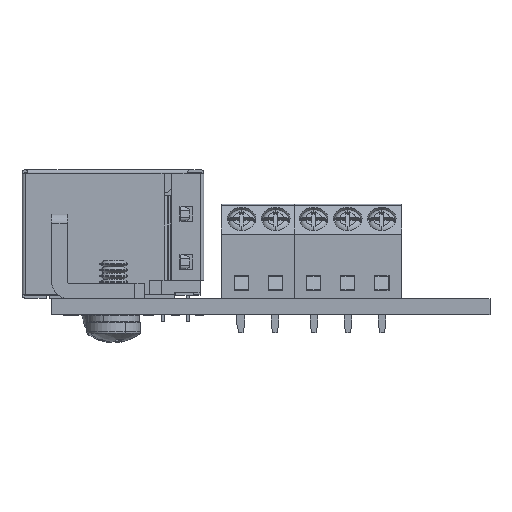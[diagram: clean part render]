
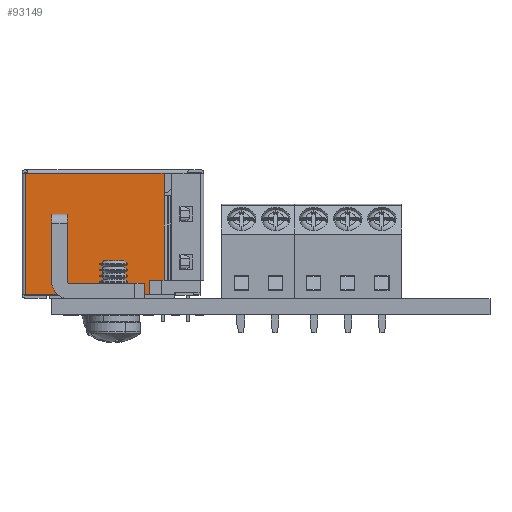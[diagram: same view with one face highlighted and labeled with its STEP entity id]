
A CAD part, top view. The second image highlights one B-rep face of the part: STEP entity #93149.
In plain terms, the highlighted face is planar.
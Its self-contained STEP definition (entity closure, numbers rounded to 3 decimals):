
#22 = CIRCLE ( 'NONE', #17202, 0.25 ) ;
#657 = VERTEX_POINT ( 'NONE', #44449 ) ;
#5731 = ORIENTED_EDGE ( 'NONE', *, *, #34282, .T. ) ;
#5758 = CARTESIAN_POINT ( 'NONE',  ( -7.9, 0., -12.6 ) ) ;
#7524 = EDGE_CURVE ( 'NONE', #24951, #9660, #42276, .T. ) ;
#7819 = CARTESIAN_POINT ( 'NONE',  ( -7.9, -11.212, -16.45 ) ) ;
#9660 = VERTEX_POINT ( 'NONE', #47308 ) ;
#9769 = ORIENTED_EDGE ( 'NONE', *, *, #30259, .T. ) ;
#10150 = AXIS2_PLACEMENT_3D ( 'NONE', #87051, #28141, #14311 ) ;
#12243 = EDGE_CURVE ( 'NONE', #63680, #93864, #86195, .T. ) ;
#12371 = VERTEX_POINT ( 'NONE', #94998 ) ;
#12567 = FACE_OUTER_BOUND ( 'NONE', #41020, .T. ) ;
#12717 = ORIENTED_EDGE ( 'NONE', *, *, #12243, .T. ) ;
#12721 = LINE ( 'NONE', #51598, #71097 ) ;
#12868 = CARTESIAN_POINT ( 'NONE',  ( -7.9, -17.23, -0.1 ) ) ;
#14311 = DIRECTION ( 'NONE',  ( 0., 1., 0. ) ) ;
#14581 = DIRECTION ( 'NONE',  ( 0., -1., 0. ) ) ;
#16746 = DIRECTION ( 'NONE',  ( 0., 1., 0. ) ) ;
#17202 = AXIS2_PLACEMENT_3D ( 'NONE', #76223, #24746, #16746 ) ;
#18070 = ORIENTED_EDGE ( 'NONE', *, *, #70698, .T. ) ;
#19932 = VERTEX_POINT ( 'NONE', #45058 ) ;
#20069 = LINE ( 'NONE', #27023, #68140 ) ;
#20360 = LINE ( 'NONE', #12868, #75298 ) ;
#21144 = EDGE_CURVE ( 'NONE', #12371, #65198, #33937, .T. ) ;
#21551 = VERTEX_POINT ( 'NONE', #91099 ) ;
#21676 = CARTESIAN_POINT ( 'NONE',  ( -7.9, -17.23, -12.6 ) ) ;
#21829 = ORIENTED_EDGE ( 'NONE', *, *, #81614, .T. ) ;
#23239 = DIRECTION ( 'NONE',  ( 0., -1., 0. ) ) ;
#23582 = VECTOR ( 'NONE', #23239, 1000. ) ;
#23791 = VECTOR ( 'NONE', #30440, 1000. ) ;
#24746 = DIRECTION ( 'NONE',  ( 1., 0., 0. ) ) ;
#24951 = VERTEX_POINT ( 'NONE', #59630 ) ;
#27023 = CARTESIAN_POINT ( 'NONE',  ( -7.9, -14.23, -2.95 ) ) ;
#28141 = DIRECTION ( 'NONE',  ( 1., 0., 0. ) ) ;
#28428 = PLANE ( 'NONE',  #65975 ) ;
#29732 = VECTOR ( 'NONE', #63986, 1000. ) ;
#30259 = EDGE_CURVE ( 'NONE', #70184, #79280, #76235, .T. ) ;
#30392 = ORIENTED_EDGE ( 'NONE', *, *, #38163, .T. ) ;
#30440 = DIRECTION ( 'NONE',  ( 0., 0., 1. ) ) ;
#31220 = CARTESIAN_POINT ( 'NONE',  ( -7.9, -14.23, -0.1 ) ) ;
#32347 = VECTOR ( 'NONE', #42183, 1000. ) ;
#33937 = LINE ( 'NONE', #66425, #60244 ) ;
#34282 = EDGE_CURVE ( 'NONE', #24951, #75956, #80132, .T. ) ;
#36179 = VECTOR ( 'NONE', #89488, 1000. ) ;
#36457 = CARTESIAN_POINT ( 'NONE',  ( -7.9, -11.212, -16.45 ) ) ;
#37291 = DIRECTION ( 'NONE',  ( 0., -1., 0. ) ) ;
#38163 = EDGE_CURVE ( 'NONE', #19932, #55324, #20069, .T. ) ;
#38453 = LINE ( 'NONE', #7819, #36179 ) ;
#41020 = EDGE_LOOP ( 'NONE', ( #54054, #9769, #85241, #30392, #52371, #41403, #5731, #42678, #18070, #86577, #12717, #21829, #85044, #46166, #44829 ) ) ;
#41403 = ORIENTED_EDGE ( 'NONE', *, *, #7524, .F. ) ;
#42162 = CARTESIAN_POINT ( 'NONE',  ( -7.9, -17.23, -2.95 ) ) ;
#42183 = DIRECTION ( 'NONE',  ( 0., -1., 0. ) ) ;
#42276 = LINE ( 'NONE', #5758, #29732 ) ;
#42678 = ORIENTED_EDGE ( 'NONE', *, *, #81810, .T. ) ;
#43099 = CARTESIAN_POINT ( 'NONE',  ( -7.9, -12.75, -2.95 ) ) ;
#43718 = DIRECTION ( 'NONE',  ( 0., 0., 1. ) ) ;
#43886 = VECTOR ( 'NONE', #46701, 1000. ) ;
#43900 = VERTEX_POINT ( 'NONE', #45395 ) ;
#44449 = CARTESIAN_POINT ( 'NONE',  ( -7.9, -10.18, -12.85 ) ) ;
#44829 = ORIENTED_EDGE ( 'NONE', *, *, #21144, .T. ) ;
#45058 = CARTESIAN_POINT ( 'NONE',  ( -7.9, -14.23, -2.45 ) ) ;
#45395 = CARTESIAN_POINT ( 'NONE',  ( -7.9, -10.18, -15.45 ) ) ;
#45700 = CARTESIAN_POINT ( 'NONE',  ( -7.9, -14.23, -2.95 ) ) ;
#46132 = LINE ( 'NONE', #47315, #43886 ) ;
#46166 = ORIENTED_EDGE ( 'NONE', *, *, #76417, .T. ) ;
#46701 = DIRECTION ( 'NONE',  ( 0., 0., -1. ) ) ;
#47308 = CARTESIAN_POINT ( 'NONE',  ( -7.9, 0., -0.1 ) ) ;
#47315 = CARTESIAN_POINT ( 'NONE',  ( -7.9, -10.18, -2.95 ) ) ;
#47323 = VECTOR ( 'NONE', #47515, 1000. ) ;
#47515 = DIRECTION ( 'NONE',  ( 0., -0.259, -0.966 ) ) ;
#48525 = CARTESIAN_POINT ( 'NONE',  ( -7.9, -17.23, -16.45 ) ) ;
#50373 = DIRECTION ( 'NONE',  ( -1., 0., 0. ) ) ;
#50839 = VERTEX_POINT ( 'NONE', #52837 ) ;
#51449 = EDGE_CURVE ( 'NONE', #79280, #19932, #52206, .T. ) ;
#51598 = CARTESIAN_POINT ( 'NONE',  ( -7.9, -11.48, -2.95 ) ) ;
#52206 = LINE ( 'NONE', #45700, #23791 ) ;
#52371 = ORIENTED_EDGE ( 'NONE', *, *, #68563, .T. ) ;
#52837 = CARTESIAN_POINT ( 'NONE',  ( -7.9, -11.48, -12.85 ) ) ;
#54054 = ORIENTED_EDGE ( 'NONE', *, *, #70174, .T. ) ;
#54899 = CARTESIAN_POINT ( 'NONE',  ( -7.9, -10.18, -15.45 ) ) ;
#55324 = VERTEX_POINT ( 'NONE', #31220 ) ;
#59007 = DIRECTION ( 'NONE',  ( 0., 0., 1. ) ) ;
#59338 = CARTESIAN_POINT ( 'NONE',  ( -7.9, -17.23, -11.1 ) ) ;
#59383 = EDGE_CURVE ( 'NONE', #43900, #63680, #64604, .T. ) ;
#59399 = VECTOR ( 'NONE', #14581, 1000. ) ;
#59630 = CARTESIAN_POINT ( 'NONE',  ( -7.9, 0., -12.6 ) ) ;
#60244 = VECTOR ( 'NONE', #37291, 1000. ) ;
#63680 = VERTEX_POINT ( 'NONE', #90777 ) ;
#63986 = DIRECTION ( 'NONE',  ( 0., 0., 1. ) ) ;
#64604 = LINE ( 'NONE', #54899, #47323 ) ;
#64680 = VECTOR ( 'NONE', #43718, 1000. ) ;
#65198 = VERTEX_POINT ( 'NONE', #73837 ) ;
#65975 = AXIS2_PLACEMENT_3D ( 'NONE', #42162, #50373, #71601 ) ;
#66425 = CARTESIAN_POINT ( 'NONE',  ( -7.9, -17.23, -12.6 ) ) ;
#68140 = VECTOR ( 'NONE', #93908, 1000. ) ;
#68563 = EDGE_CURVE ( 'NONE', #55324, #9660, #20360, .T. ) ;
#70174 = EDGE_CURVE ( 'NONE', #65198, #70184, #70355, .T. ) ;
#70184 = VERTEX_POINT ( 'NONE', #89884 ) ;
#70355 = LINE ( 'NONE', #43099, #64680 ) ;
#70698 = EDGE_CURVE ( 'NONE', #657, #43900, #46132, .T. ) ;
#71097 = VECTOR ( 'NONE', #59007, 1000. ) ;
#71601 = DIRECTION ( 'NONE',  ( 0., -1., 0. ) ) ;
#72970 = EDGE_CURVE ( 'NONE', #21551, #50839, #12721, .T. ) ;
#73837 = CARTESIAN_POINT ( 'NONE',  ( -7.9, -12.75, -12.6 ) ) ;
#75298 = VECTOR ( 'NONE', #85873, 1000. ) ;
#75813 = CARTESIAN_POINT ( 'NONE',  ( -7.9, -9.93, -12.6 ) ) ;
#75956 = VERTEX_POINT ( 'NONE', #75813 ) ;
#76223 = CARTESIAN_POINT ( 'NONE',  ( -7.9, -11.73, -12.85 ) ) ;
#76235 = LINE ( 'NONE', #59338, #23582 ) ;
#76417 = EDGE_CURVE ( 'NONE', #50839, #12371, #22, .T. ) ;
#79280 = VERTEX_POINT ( 'NONE', #81749 ) ;
#80132 = LINE ( 'NONE', #21676, #59399 ) ;
#81614 = EDGE_CURVE ( 'NONE', #93864, #21551, #38453, .T. ) ;
#81749 = CARTESIAN_POINT ( 'NONE',  ( -7.9, -14.23, -11.1 ) ) ;
#81810 = EDGE_CURVE ( 'NONE', #75956, #657, #93456, .T. ) ;
#85044 = ORIENTED_EDGE ( 'NONE', *, *, #72970, .T. ) ;
#85241 = ORIENTED_EDGE ( 'NONE', *, *, #51449, .T. ) ;
#85873 = DIRECTION ( 'NONE',  ( 0., 1., 0. ) ) ;
#86195 = LINE ( 'NONE', #48525, #32347 ) ;
#86577 = ORIENTED_EDGE ( 'NONE', *, *, #59383, .T. ) ;
#87051 = CARTESIAN_POINT ( 'NONE',  ( -7.9, -9.93, -12.85 ) ) ;
#89488 = DIRECTION ( 'NONE',  ( 0., -0.259, 0.966 ) ) ;
#89884 = CARTESIAN_POINT ( 'NONE',  ( -7.9, -12.75, -11.1 ) ) ;
#90777 = CARTESIAN_POINT ( 'NONE',  ( -7.9, -10.448, -16.45 ) ) ;
#91099 = CARTESIAN_POINT ( 'NONE',  ( -7.9, -11.48, -15.45 ) ) ;
#93149 = ADVANCED_FACE ( 'NONE', ( #12567 ), #28428, .T. ) ;
#93456 = CIRCLE ( 'NONE', #10150, 0.25 ) ;
#93864 = VERTEX_POINT ( 'NONE', #36457 ) ;
#93908 = DIRECTION ( 'NONE',  ( 0., 0., 1. ) ) ;
#94998 = CARTESIAN_POINT ( 'NONE',  ( -7.9, -11.73, -12.6 ) ) ;
